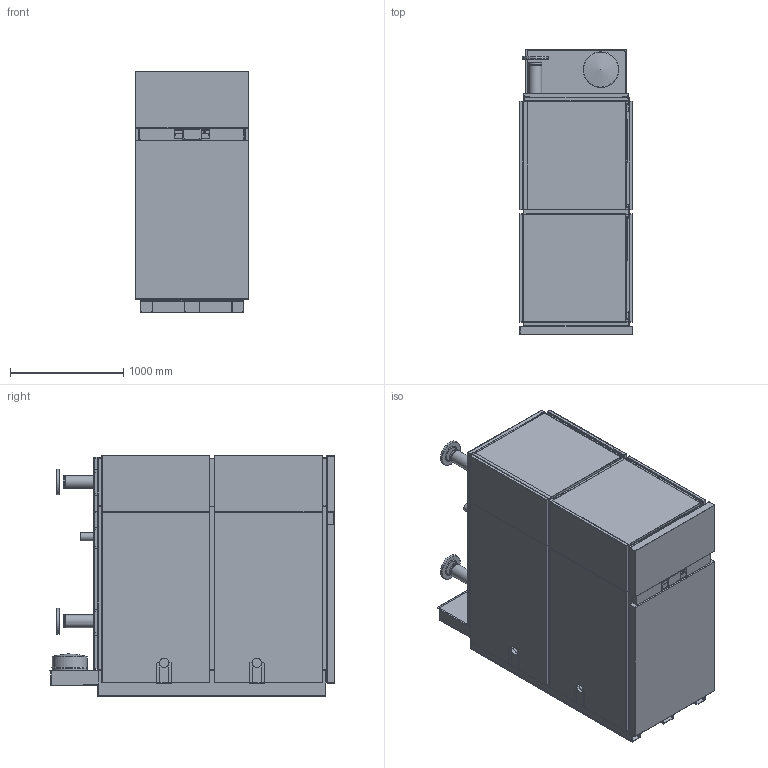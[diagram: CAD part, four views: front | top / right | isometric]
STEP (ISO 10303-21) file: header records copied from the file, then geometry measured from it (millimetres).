
FILE_DESCRIPTION(/* description */ (''),/* implementation_level */ '2;1');
FILE_NAME(/* name */ 'Vitocrossal 300 CA3B-3.5.stp',/* time_stamp */ '2021-01-11T13:57:44-05:00',/* author */ ('pfid'),/* organization */ (''),/* preprocessor_version */ 'ST-DEVELOPER v18',/* originating_system */ 'Autodesk Inventor 2020',/* authorisation */ '');
FILE_SCHEMA (('AUTOMOTIVE_DESIGN { 1 0 10303 214 3 1 1 }'));
Products named in the file (1): Vitocrossal 300 CA3B-3.5-Installation Fittings_Substitute_1
Bounding box: 997 x 2523 x 2131 mm (x, y, z)
Surface area: 47407909.6 mm2 (no closed solid volume)
Topology: 0 solids, 150 shells, 1224 faces, 5658 edges, 4442 vertices
Faces by surface type: plane 732, cylinder 401, bspline 51, cone 14, torus 13, sphere 13
Full cylindrical faces by diameter (mm): 73 x1, 114.3 x4, 157.2 x2, 228.6 x2, 308.8 x2
Entity records: 59890 total; most frequent: CARTESIAN_POINT 14077, DIRECTION 9366, ORIENTED_EDGE 7593, EDGE_CURVE 5651, VERTEX_POINT 4442, LINE 3924, VECTOR 3924, AXIS2_PLACEMENT_3D 2721
